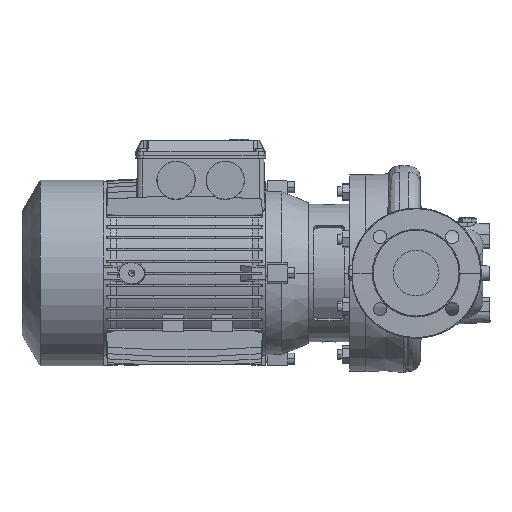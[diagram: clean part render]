
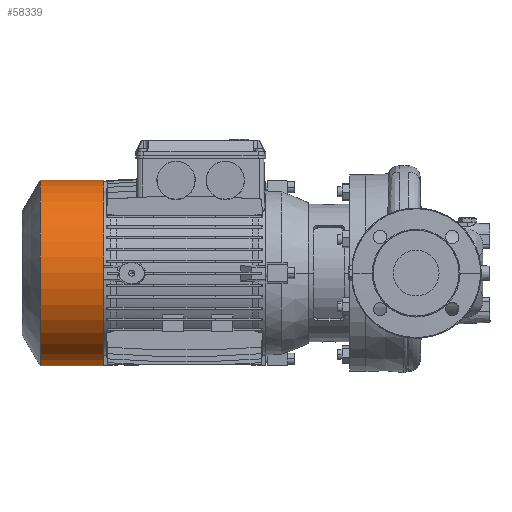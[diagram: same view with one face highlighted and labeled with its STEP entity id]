
A CAD part, left-side view. The second image highlights one B-rep face of the part: STEP entity #58339.
In plain terms, the highlighted cylindrical face has radius 132 mm (diameter 264 mm), a partial arc.
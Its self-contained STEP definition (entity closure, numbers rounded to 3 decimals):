
#4932 = CARTESIAN_POINT ( 'NONE',  ( 0., 0., -205.308 ) ) ;
#15423 = VERTEX_POINT ( 'NONE', #124787 ) ;
#19757 = DIRECTION ( 'NONE',  ( 0., -1., 0. ) ) ;
#23215 = DIRECTION ( 'NONE',  ( 0., 0., 1. ) ) ;
#37278 = CARTESIAN_POINT ( 'NONE',  ( 0., -132., -205.308 ) ) ;
#44708 = CARTESIAN_POINT ( 'NONE',  ( 0., -132., -115. ) ) ;
#47933 = ORIENTED_EDGE ( 'NONE', *, *, #155090, .F. ) ;
#48923 = CIRCLE ( 'NONE', #144088, 132. ) ;
#50411 = DIRECTION ( 'NONE',  ( 0., 0., 1. ) ) ;
#53096 = DIRECTION ( 'NONE',  ( 0., -1., 0. ) ) ;
#53559 = EDGE_CURVE ( 'NONE', #112181, #97313, #48923, .T. ) ;
#56624 = CARTESIAN_POINT ( 'NONE',  ( 0., 0., -115. ) ) ;
#58339 = ADVANCED_FACE ( 'NONE', ( #99394 ), #147226, .T. ) ;
#59260 = ORIENTED_EDGE ( 'NONE', *, *, #53559, .F. ) ;
#60647 = CARTESIAN_POINT ( 'NONE',  ( 0., -132., -229.5 ) ) ;
#66276 = AXIS2_PLACEMENT_3D ( 'NONE', #4932, #101390, #100614 ) ;
#86322 = CIRCLE ( 'NONE', #66276, 132. ) ;
#87647 = CARTESIAN_POINT ( 'NONE',  ( 0., 0., -229.5 ) ) ;
#97313 = VERTEX_POINT ( 'NONE', #44708 ) ;
#99394 = FACE_OUTER_BOUND ( 'NONE', #120660, .T. ) ;
#99807 = LINE ( 'NONE', #60647, #134552 ) ;
#100614 = DIRECTION ( 'NONE',  ( 0., -1., 0. ) ) ;
#101390 = DIRECTION ( 'NONE',  ( 0., 0., 1. ) ) ;
#102648 = EDGE_CURVE ( 'NONE', #108045, #97313, #99807, .T. ) ;
#106367 = CARTESIAN_POINT ( 'NONE',  ( 0., 132., -229.5 ) ) ;
#108045 = VERTEX_POINT ( 'NONE', #37278 ) ;
#109368 = ORIENTED_EDGE ( 'NONE', *, *, #131794, .T. ) ;
#112181 = VERTEX_POINT ( 'NONE', #138385 ) ;
#114303 = AXIS2_PLACEMENT_3D ( 'NONE', #87647, #123693, #53096 ) ;
#120660 = EDGE_LOOP ( 'NONE', ( #47933, #109368, #125456, #59260 ) ) ;
#123693 = DIRECTION ( 'NONE',  ( 0., 0., 1. ) ) ;
#124787 = CARTESIAN_POINT ( 'NONE',  ( 0., 132., -205.308 ) ) ;
#125456 = ORIENTED_EDGE ( 'NONE', *, *, #102648, .T. ) ;
#127209 = DIRECTION ( 'NONE',  ( 0., 0., 1. ) ) ;
#129100 = VECTOR ( 'NONE', #23215, 1000. ) ;
#131794 = EDGE_CURVE ( 'NONE', #15423, #108045, #86322, .T. ) ;
#134552 = VECTOR ( 'NONE', #50411, 1000. ) ;
#138385 = CARTESIAN_POINT ( 'NONE',  ( 0., 132., -115. ) ) ;
#144088 = AXIS2_PLACEMENT_3D ( 'NONE', #56624, #127209, #19757 ) ;
#147226 = CYLINDRICAL_SURFACE ( 'NONE', #114303, 132. ) ;
#153421 = LINE ( 'NONE', #106367, #129100 ) ;
#155090 = EDGE_CURVE ( 'NONE', #15423, #112181, #153421, .T. ) ;
